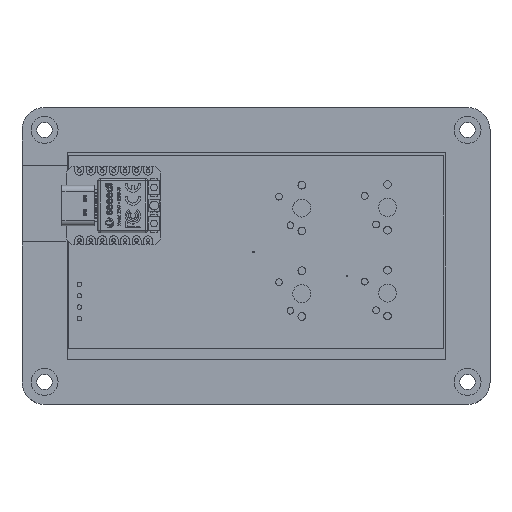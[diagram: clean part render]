
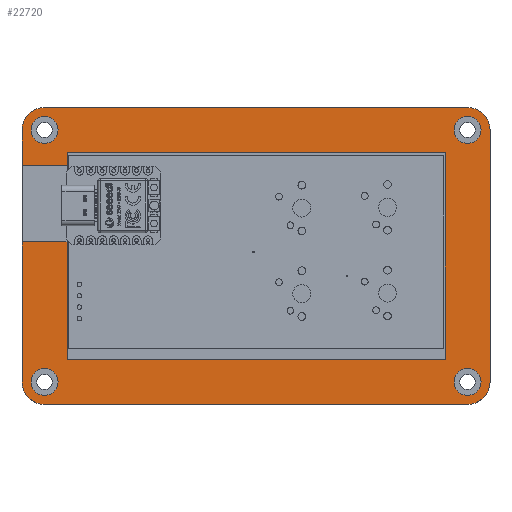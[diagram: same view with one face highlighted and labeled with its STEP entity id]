
A CAD part, top view. The second image highlights one B-rep face of the part: STEP entity #22720.
In plain terms, the highlighted planar face has unit normal (0, 0, 1).
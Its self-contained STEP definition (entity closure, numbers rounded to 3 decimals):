
#1168=LINE('',#34218,#3493);
#1174=LINE('',#34231,#3499);
#1183=LINE('',#34289,#3508);
#1185=LINE('',#34293,#3510);
#1188=LINE('',#34299,#3513);
#1193=LINE('',#34310,#3518);
#1198=LINE('',#34321,#3523);
#1201=LINE('',#34326,#3526);
#1203=LINE('',#34342,#3528);
#1206=LINE('',#34347,#3531);
#1207=LINE('',#34353,#3532);
#1208=LINE('',#34354,#3533);
#1209=LINE('',#34356,#3534);
#3493=VECTOR('',#28115,1000.);
#3499=VECTOR('',#28121,1000.);
#3508=VECTOR('',#28182,1000.);
#3510=VECTOR('',#28186,1000.);
#3513=VECTOR('',#28191,1000.);
#3518=VECTOR('',#28198,1000.);
#3523=VECTOR('',#28205,1000.);
#3526=VECTOR('',#28208,1000.);
#3528=VECTOR('',#28228,1000.);
#3531=VECTOR('',#28233,1000.);
#3532=VECTOR('',#28244,1000.);
#3533=VECTOR('',#28245,1000.);
#3534=VECTOR('',#28246,1000.);
#5826=PLANE('',#26102);
#6946=ORIENTED_EDGE('',*,*,#13308,.T.);
#6947=ORIENTED_EDGE('',*,*,#13336,.T.);
#6948=ORIENTED_EDGE('',*,*,#13310,.T.);
#6949=ORIENTED_EDGE('',*,*,#13337,.T.);
#6950=ORIENTED_EDGE('',*,*,#13313,.T.);
#6951=ORIENTED_EDGE('',*,*,#13338,.T.);
#6952=ORIENTED_EDGE('',*,*,#13277,.T.);
#6953=ORIENTED_EDGE('',*,*,#13339,.F.);
#6954=ORIENTED_EDGE('',*,*,#13326,.T.);
#6955=ORIENTED_EDGE('',*,*,#13335,.T.);
#6956=ORIENTED_EDGE('',*,*,#13332,.T.);
#6957=ORIENTED_EDGE('',*,*,#13318,.T.);
#6958=ORIENTED_EDGE('',*,*,#13323,.T.);
#6959=ORIENTED_EDGE('',*,*,#13340,.T.);
#6960=ORIENTED_EDGE('',*,*,#13341,.F.);
#6961=ORIENTED_EDGE('',*,*,#13283,.T.);
#6962=ORIENTED_EDGE('',*,*,#13342,.T.);
#6963=ORIENTED_EDGE('',*,*,#13328,.T.);
#6964=ORIENTED_EDGE('',*,*,#13327,.T.);
#6965=ORIENTED_EDGE('',*,*,#13329,.T.);
#6966=ORIENTED_EDGE('',*,*,#13330,.T.);
#13277=EDGE_CURVE('',#16528,#16529,#1168,.T.);
#13283=EDGE_CURVE('',#16535,#16534,#1174,.T.);
#13308=EDGE_CURVE('',#16558,#16557,#1183,.T.);
#13310=EDGE_CURVE('',#16559,#16560,#1185,.T.);
#13313=EDGE_CURVE('',#16561,#16562,#1188,.T.);
#13318=EDGE_CURVE('',#16566,#16565,#1193,.T.);
#13323=EDGE_CURVE('',#16565,#16570,#1198,.T.);
#13326=EDGE_CURVE('',#16568,#16572,#1201,.T.);
#13327=EDGE_CURVE('',#16573,#16573,#18720,.T.);
#13328=EDGE_CURVE('',#16574,#16574,#18721,.T.);
#13329=EDGE_CURVE('',#16575,#16575,#18722,.T.);
#13330=EDGE_CURVE('',#16576,#16576,#18723,.T.);
#13332=EDGE_CURVE('',#16578,#16566,#1203,.T.);
#13335=EDGE_CURVE('',#16572,#16578,#1206,.T.);
#13336=EDGE_CURVE('',#16557,#16559,#18724,.T.);
#13337=EDGE_CURVE('',#16560,#16561,#18725,.T.);
#13338=EDGE_CURVE('',#16562,#16528,#18726,.T.);
#13339=EDGE_CURVE('',#16568,#16529,#1207,.T.);
#13340=EDGE_CURVE('',#16570,#16579,#1208,.T.);
#13341=EDGE_CURVE('',#16535,#16579,#1209,.T.);
#13342=EDGE_CURVE('',#16534,#16558,#18727,.T.);
#16528=VERTEX_POINT('',#34219);
#16529=VERTEX_POINT('',#34220);
#16534=VERTEX_POINT('',#34230);
#16535=VERTEX_POINT('',#34232);
#16557=VERTEX_POINT('',#34288);
#16558=VERTEX_POINT('',#34290);
#16559=VERTEX_POINT('',#34294);
#16560=VERTEX_POINT('',#34295);
#16561=VERTEX_POINT('',#34300);
#16562=VERTEX_POINT('',#34301);
#16565=VERTEX_POINT('',#34309);
#16566=VERTEX_POINT('',#34311);
#16568=VERTEX_POINT('',#34316);
#16570=VERTEX_POINT('',#34320);
#16572=VERTEX_POINT('',#34325);
#16573=VERTEX_POINT('',#34329);
#16574=VERTEX_POINT('',#34332);
#16575=VERTEX_POINT('',#34335);
#16576=VERTEX_POINT('',#34338);
#16578=VERTEX_POINT('',#34343);
#16579=VERTEX_POINT('',#34355);
#18720=CIRCLE('',#26092,3.);
#18721=CIRCLE('',#26094,3.);
#18722=CIRCLE('',#26096,3.);
#18723=CIRCLE('',#26098,3.);
#18724=CIRCLE('',#26103,5.);
#18725=CIRCLE('',#26104,5.);
#18726=CIRCLE('',#26105,5.);
#18727=CIRCLE('',#26106,5.);
#19451=EDGE_LOOP('',(#6946,#6947,#6948,#6949,#6950,#6951,#6952,#6953,#6954,
#6955,#6956,#6957,#6958,#6959,#6960,#6961,#6962));
#19452=EDGE_LOOP('',(#6963));
#19453=EDGE_LOOP('',(#6964));
#19454=EDGE_LOOP('',(#6965));
#19455=EDGE_LOOP('',(#6966));
#21004=FACE_BOUND('',#19451,.T.);
#21005=FACE_BOUND('',#19452,.T.);
#21006=FACE_BOUND('',#19453,.T.);
#21007=FACE_BOUND('',#19454,.T.);
#21008=FACE_BOUND('',#19455,.T.);
#22720=ADVANCED_FACE('',(#21004,#21005,#21006,#21007,#21008),#5826,.T.);
#26092=AXIS2_PLACEMENT_3D('',#34328,#28211,#28212);
#26094=AXIS2_PLACEMENT_3D('',#34331,#28215,#28216);
#26096=AXIS2_PLACEMENT_3D('',#34334,#28219,#28220);
#26098=AXIS2_PLACEMENT_3D('',#34337,#28223,#28224);
#26102=AXIS2_PLACEMENT_3D('',#34349,#28236,#28237);
#26103=AXIS2_PLACEMENT_3D('',#34350,#28238,#28239);
#26104=AXIS2_PLACEMENT_3D('',#34351,#28240,#28241);
#26105=AXIS2_PLACEMENT_3D('',#34352,#28242,#28243);
#26106=AXIS2_PLACEMENT_3D('',#34357,#28247,#28248);
#28115=DIRECTION('',(0.,-1.,0.));
#28121=DIRECTION('',(0.,-1.,0.));
#28182=DIRECTION('',(1.,0.,0.));
#28186=DIRECTION('',(0.,1.,0.));
#28191=DIRECTION('',(-1.,0.,0.));
#28198=DIRECTION('',(-1.,0.,0.));
#28205=DIRECTION('',(0.,1.,0.));
#28208=DIRECTION('',(0.,1.,0.));
#28211=DIRECTION('',(0.,0.,-1.));
#28212=DIRECTION('',(1.,0.,0.));
#28215=DIRECTION('',(0.,0.,-1.));
#28216=DIRECTION('',(1.,0.,0.));
#28219=DIRECTION('',(0.,0.,-1.));
#28220=DIRECTION('',(1.,0.,0.));
#28223=DIRECTION('',(0.,0.,-1.));
#28224=DIRECTION('',(1.,0.,0.));
#28228=DIRECTION('',(0.,-1.,0.));
#28233=DIRECTION('',(1.,0.,0.));
#28236=DIRECTION('',(0.,0.,1.));
#28237=DIRECTION('',(1.,0.,0.));
#28238=DIRECTION('',(0.,0.,1.));
#28239=DIRECTION('',(1.,0.,0.));
#28240=DIRECTION('',(0.,0.,1.));
#28241=DIRECTION('',(1.,0.,0.));
#28242=DIRECTION('',(0.,0.,1.));
#28243=DIRECTION('',(1.,0.,0.));
#28244=DIRECTION('',(-1.,0.,0.));
#28245=DIRECTION('',(-1.,0.,0.));
#28246=DIRECTION('',(0.,1.,0.));
#28247=DIRECTION('',(0.,0.,1.));
#28248=DIRECTION('',(1.,0.,0.));
#34218=CARTESIAN_POINT('',(-60.,44.,13.));
#34219=CARTESIAN_POINT('',(-60.,105.,13.));
#34220=CARTESIAN_POINT('',(-60.,97.185,13.));
#34230=CARTESIAN_POINT('',(-60.,49.,13.));
#34231=CARTESIAN_POINT('',(-60.,44.,13.));
#34232=CARTESIAN_POINT('',(-59.998,73.25,13.));
#34288=CARTESIAN_POINT('',(39.,44.,13.));
#34289=CARTESIAN_POINT('',(44.,44.,13.));
#34290=CARTESIAN_POINT('',(-55.,44.,13.));
#34293=CARTESIAN_POINT('',(44.,110.,13.));
#34294=CARTESIAN_POINT('',(44.,49.,13.));
#34295=CARTESIAN_POINT('',(44.,105.,13.));
#34299=CARTESIAN_POINT('',(-60.,110.,13.));
#34300=CARTESIAN_POINT('',(39.,110.,13.));
#34301=CARTESIAN_POINT('',(-55.,110.,13.));
#34309=CARTESIAN_POINT('',(-50.,54.,13.));
#34310=CARTESIAN_POINT('',(34.,54.,13.));
#34311=CARTESIAN_POINT('',(34.,54.,13.));
#34316=CARTESIAN_POINT('',(-50.,97.185,13.));
#34320=CARTESIAN_POINT('',(-50.,80.124,13.));
#34321=CARTESIAN_POINT('',(-50.,54.,13.));
#34325=CARTESIAN_POINT('',(-50.,100.,13.));
#34326=CARTESIAN_POINT('',(-50.,54.,13.));
#34328=CARTESIAN_POINT('',(-55.,105.,13.));
#34329=CARTESIAN_POINT('',(-52.,105.,13.));
#34331=CARTESIAN_POINT('',(-55.,49.,13.));
#34332=CARTESIAN_POINT('',(-52.,49.,13.));
#34334=CARTESIAN_POINT('',(39.,49.,13.));
#34335=CARTESIAN_POINT('',(42.,49.,13.));
#34337=CARTESIAN_POINT('',(39.,105.,13.));
#34338=CARTESIAN_POINT('',(42.,105.,13.));
#34342=CARTESIAN_POINT('',(34.,100.,13.));
#34343=CARTESIAN_POINT('',(34.,100.,13.));
#34347=CARTESIAN_POINT('',(-50.,100.,13.));
#34349=CARTESIAN_POINT('',(-8.,77.,13.));
#34350=CARTESIAN_POINT('',(39.,49.,13.));
#34351=CARTESIAN_POINT('',(39.,105.,13.));
#34352=CARTESIAN_POINT('',(-55.,105.,13.));
#34353=CARTESIAN_POINT('',(-55.,97.185,13.));
#34354=CARTESIAN_POINT('',(-54.998,80.124,13.));
#34355=CARTESIAN_POINT('',(-59.996,80.124,13.));
#34356=CARTESIAN_POINT('',(-59.996,76.687,13.));
#34357=CARTESIAN_POINT('',(-55.,49.,13.));
